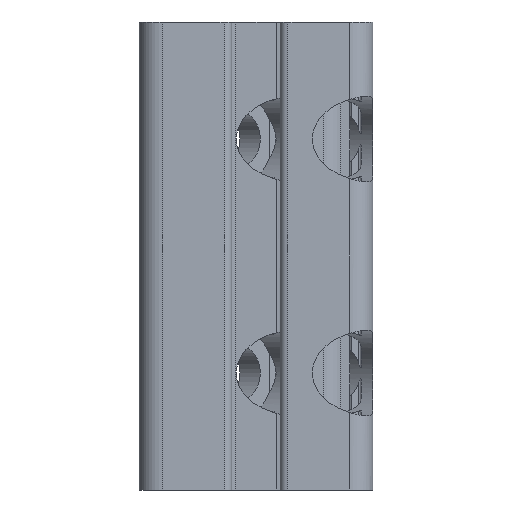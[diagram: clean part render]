
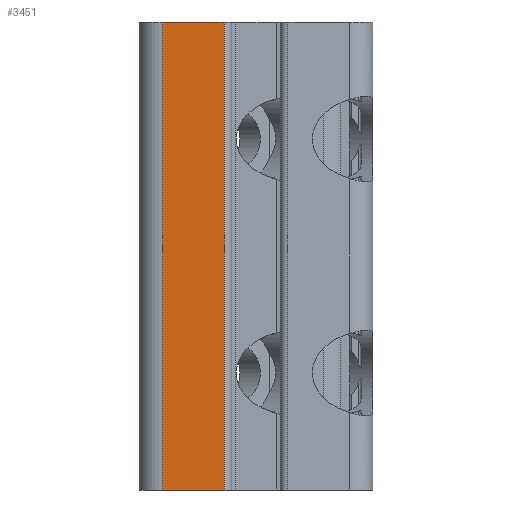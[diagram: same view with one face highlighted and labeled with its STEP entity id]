
A CAD part, left-side view. The second image highlights one B-rep face of the part: STEP entity #3451.
In plain terms, the highlighted planar face has unit normal (-1, 0, 0).
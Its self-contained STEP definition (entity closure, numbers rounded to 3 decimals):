
#76=PLANE('',#3768);
#316=LINE('',#6483,#600);
#317=LINE('',#6487,#601);
#318=LINE('',#6489,#602);
#319=LINE('',#6490,#603);
#600=VECTOR('',#4606,60.);
#601=VECTOR('',#4611,7.866);
#602=VECTOR('',#4612,60.);
#603=VECTOR('',#4613,7.866);
#898=FACE_OUTER_BOUND('',#1094,.T.);
#1094=EDGE_LOOP('',(#2854,#2855,#2856,#2857));
#1618=VERTEX_POINT('',#6480);
#1619=VERTEX_POINT('',#6482);
#1620=VERTEX_POINT('',#6486);
#1621=VERTEX_POINT('',#6488);
#2097=EDGE_CURVE('',#1619,#1618,#316,.T.);
#2099=EDGE_CURVE('',#1618,#1620,#317,.T.);
#2100=EDGE_CURVE('',#1621,#1620,#318,.T.);
#2101=EDGE_CURVE('',#1621,#1619,#319,.T.);
#2854=ORIENTED_EDGE('',*,*,#2099,.T.);
#2855=ORIENTED_EDGE('',*,*,#2100,.F.);
#2856=ORIENTED_EDGE('',*,*,#2101,.T.);
#2857=ORIENTED_EDGE('',*,*,#2097,.T.);
#3451=ADVANCED_FACE('',(#898),#76,.T.);
#3768=AXIS2_PLACEMENT_3D('',#6485,#4609,#4610);
#4606=DIRECTION('',(0.,0.,1.));
#4609=DIRECTION('center_axis',(-1.,0.,
0.));
#4610=DIRECTION('ref_axis',(0.,0.,1.));
#4611=DIRECTION('',(0.,1.,0.));
#4612=DIRECTION('',(0.,0.,1.));
#4613=DIRECTION('',(0.,-1.,0.));
#6480=CARTESIAN_POINT('',(0.,19.1,60.));
#6482=CARTESIAN_POINT('',(0.,19.1,0.));
#6483=CARTESIAN_POINT('',(0.,19.1,0.));
#6485=CARTESIAN_POINT('Origin',(0.,19.1,0.));
#6486=CARTESIAN_POINT('',(0.,26.966,60.));
#6487=CARTESIAN_POINT('',(0.,26.966,60.));
#6488=CARTESIAN_POINT('',(0.,26.966,0.));
#6489=CARTESIAN_POINT('',(0.,26.966,0.));
#6490=CARTESIAN_POINT('',(0.,26.966,0.));
